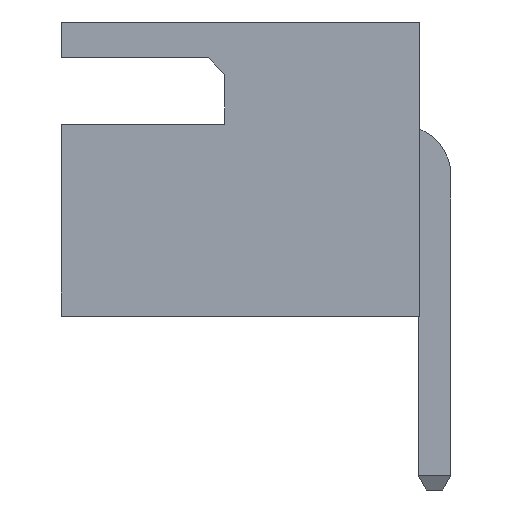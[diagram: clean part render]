
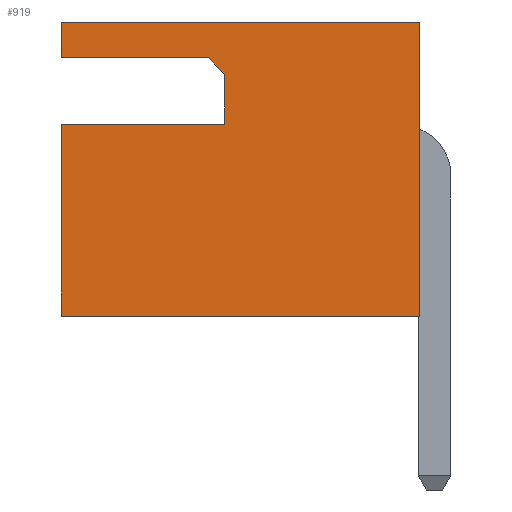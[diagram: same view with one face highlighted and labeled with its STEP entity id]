
A CAD part, left-side view. The second image highlights one B-rep face of the part: STEP entity #919.
In plain terms, the highlighted planar face has unit normal (-1, 0, 0).
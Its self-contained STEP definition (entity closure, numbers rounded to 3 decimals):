
#919=ADVANCED_FACE('',(#1840),#1842,.T.);
#1840=FACE_BOUND('',#1841,.T.);
#1841=EDGE_LOOP('',(#2604,#2605,#2606,#2607,#2608,#2609,#2610,#2611,#2612));
#1842=PLANE('',#1843);
#1843=AXIS2_PLACEMENT_3D('',#1844,#1845,#1846);
#1844=CARTESIAN_POINT('',(-25.05,0.3,0.));
#1845=DIRECTION('',(-1.,0.,0.));
#1846=DIRECTION('',(0.,0.,1.));
#2604=ORIENTED_EDGE('',*,*,#3086,.T.);
#2605=ORIENTED_EDGE('',*,*,#3087,.T.);
#2606=ORIENTED_EDGE('',*,*,#3088,.F.);
#2607=ORIENTED_EDGE('',*,*,#3018,.F.);
#2608=ORIENTED_EDGE('',*,*,#3037,.T.);
#2609=ORIENTED_EDGE('',*,*,#3077,.T.);
#2610=ORIENTED_EDGE('',*,*,#3089,.F.);
#2611=ORIENTED_EDGE('',*,*,#3090,.T.);
#2612=ORIENTED_EDGE('',*,*,#3091,.T.);
#3018=EDGE_CURVE('',#3448,#3450,#3451,.T.);
#3037=EDGE_CURVE('',#3448,#3476,#3478,.T.);
#3077=EDGE_CURVE('',#3476,#3536,#3538,.T.);
#3086=EDGE_CURVE('',#3547,#3548,#3549,.F.);
#3087=EDGE_CURVE('',#3548,#3550,#3551,.F.);
#3088=EDGE_CURVE('',#3450,#3550,#3552,.T.);
#3089=EDGE_CURVE('',#3553,#3536,#3554,.T.);
#3090=EDGE_CURVE('',#3553,#3555,#3556,.F.);
#3091=EDGE_CURVE('',#3555,#3547,#3557,.F.);
#3448=VERTEX_POINT('',#4233);
#3450=VERTEX_POINT('',#4237);
#3451=LINE('',#4238,#4239);
#3476=VERTEX_POINT('',#4299);
#3478=LINE('',#4303,#4304);
#3536=VERTEX_POINT('',#4439);
#3538=LINE('',#4443,#4444);
#3547=VERTEX_POINT('',#4470);
#3548=VERTEX_POINT('',#4471);
#3549=LINE('',#4472,#4473);
#3550=VERTEX_POINT('',#4475);
#3551=LINE('',#4476,#4477);
#3552=LINE('',#4479,#4480);
#3553=VERTEX_POINT('',#4482);
#3554=LINE('',#4483,#4484);
#3555=VERTEX_POINT('',#4486);
#3556=LINE('',#4487,#4488);
#3557=LINE('',#4490,#4491);
#4233=CARTESIAN_POINT('',(-25.05,0.3,0.));
#4237=CARTESIAN_POINT('',(-25.05,7.3,0.));
#4238=CARTESIAN_POINT('',(-25.05,0.3,0.));
#4239=VECTOR('',#4240,1.);
#4240=DIRECTION('',(0.,1.,0.));
#4299=CARTESIAN_POINT('',(-25.05,0.3,5.75));
#4303=CARTESIAN_POINT('',(-25.05,0.3,0.));
#4304=VECTOR('',#4305,1.);
#4305=DIRECTION('',(0.,0.,1.));
#4439=CARTESIAN_POINT('',(-25.05,7.3,5.75));
#4443=CARTESIAN_POINT('',(-25.05,0.3,5.75));
#4444=VECTOR('',#4445,1.);
#4445=DIRECTION('',(0.,1.,0.));
#4470=CARTESIAN_POINT('',(-25.05,4.1,4.725));
#4471=CARTESIAN_POINT('',(-25.05,4.1,3.75));
#4472=CARTESIAN_POINT('',(-25.05,4.1,3.75));
#4473=VECTOR('',#4474,1.);
#4474=DIRECTION('',(0.,0.,1.));
#4475=CARTESIAN_POINT('',(-25.05,7.3,3.75));
#4476=CARTESIAN_POINT('',(-25.05,7.3,3.75));
#4477=VECTOR('',#4478,1.);
#4478=DIRECTION('',(0.,-1.,0.));
#4479=CARTESIAN_POINT('',(-25.05,7.3,0.));
#4480=VECTOR('',#4481,1.);
#4481=DIRECTION('',(0.,0.,1.));
#4482=CARTESIAN_POINT('',(-25.05,7.3,5.05));
#4483=CARTESIAN_POINT('',(-25.05,7.3,5.05));
#4484=VECTOR('',#4485,1.);
#4485=DIRECTION('',(0.,0.,1.));
#4486=CARTESIAN_POINT('',(-25.05,4.425,5.05));
#4487=CARTESIAN_POINT('',(-25.05,4.425,5.05));
#4488=VECTOR('',#4489,1.);
#4489=DIRECTION('',(0.,1.,0.));
#4490=CARTESIAN_POINT('',(-25.05,4.1,4.725));
#4491=VECTOR('',#4492,1.);
#4492=DIRECTION('',(0.,0.707,0.707));
